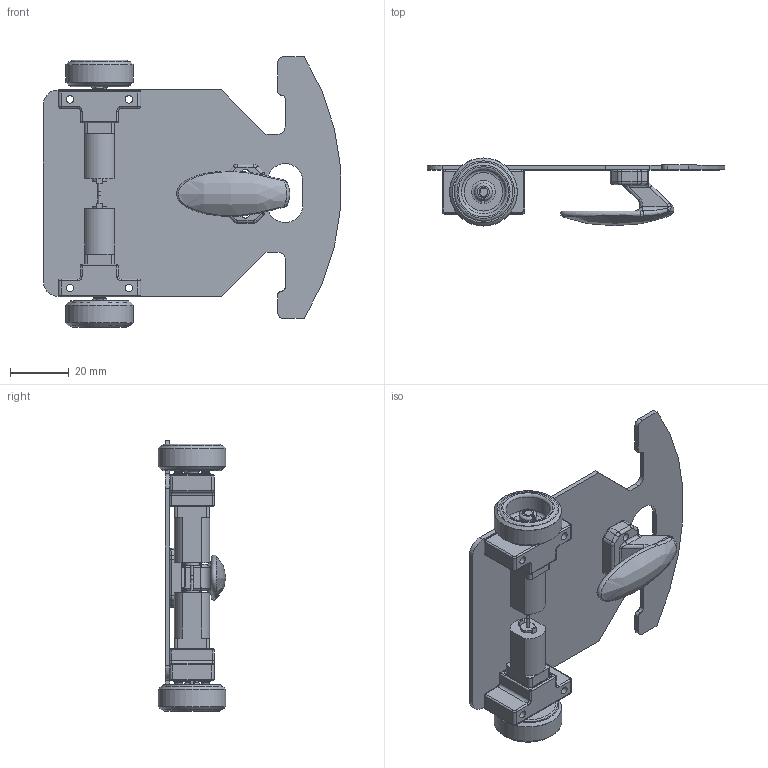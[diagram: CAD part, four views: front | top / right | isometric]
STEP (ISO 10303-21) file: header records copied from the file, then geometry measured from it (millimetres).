
FILE_DESCRIPTION(/* description */ (''),/* implementation_level */ '2;1');
FILE_NAME(/* name */ 'TrainingTracerV2.step',/* time_stamp */ '2025-10-27T18:23:59+09:00',/* author */ (''),/* organization */ (''),/* preprocessor_version */ 'ST-DEVELOPER v20.1',/* originating_system */ 'Autodesk Translation Framework v14.17.0.0',/* authorisation */ '');
FILE_SCHEMA (('AUTOMOTIVE_DESIGN { 1 0 10303 214 3 1 1 }'));
Length unit declared in the file: millimetre
Products named in the file (12): TrainingTracer; TrainingTracer2020522; TrainingTracerBoard0.1; MicroMetalGearmotor; TrainingTracer_MotorMount_20200427; M1.6平ワッシャ_FW-1638-03N; 小ねじM1.6-4_U-1640-03; SimplestWheel18mm_Φ2.98; SimplestWheel18mm_Φ2.98_1; タイヤ(MZW2-20); TrainingTracer_Slider_20240313; TrainingTracer_Slider_20200420
Assembly tree (20 placements, depth 3):
  TrainingTracer
    TrainingTracer2020522
      MicroMetalGearmotor  x2
      TrainingTracerBoard0.1
      TrainingTracer_MotorMount_20200427  x2
      M1.6平ワッシャ_FW-1638-03N  x4
      小ねじM1.6-4_U-1640-03  x4
    SimplestWheel18mm_Φ2.98
      タイヤ(MZW2-20)
    SimplestWheel18mm_Φ2.98_1
      タイヤ(MZW2-20)
    TrainingTracer_Slider_20240313
      TrainingTracer_Slider_20200420
Bounding box: 100.83 x 23.02 x 91.76 mm (x, y, z)
Volume: 29250.3 mm3; surface area: 29281.1 mm2
Topology: 18 solids, 18 shells, 550 faces, 1271 edges, 785 vertices
Faces by surface type: plane 212, cylinder 196, torus 64, bspline 60, sphere 10, cone 8
Full cylindrical faces by diameter (mm): 1 x2, 1.219 x4, 1.6 x4, 1.65 x4, 1.8 x4, 2.6 x6, 2.8 x4, 3 x8, 3.8 x4, 4 x2, 4.2 x2, 5 x2, 15 x2, 18 x4, 20 x4, 23 x2
Entity records: 13051 total; most frequent: CARTESIAN_POINT 4435, DIRECTION 1819, ORIENTED_EDGE 1668, EDGE_CURVE 834, AXIS2_PLACEMENT_3D 732, VERTEX_POINT 514, EDGE_LOOP 410, CIRCLE 383
